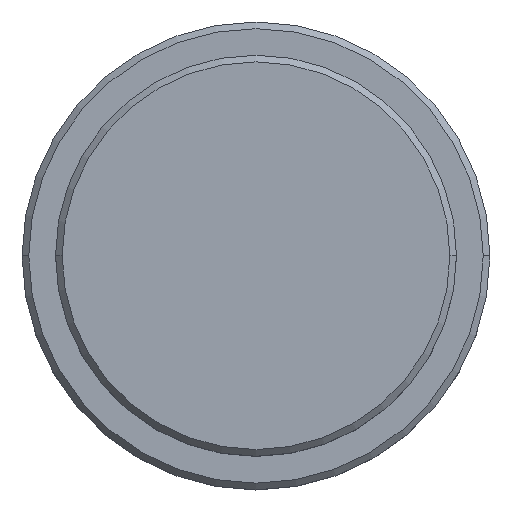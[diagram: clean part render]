
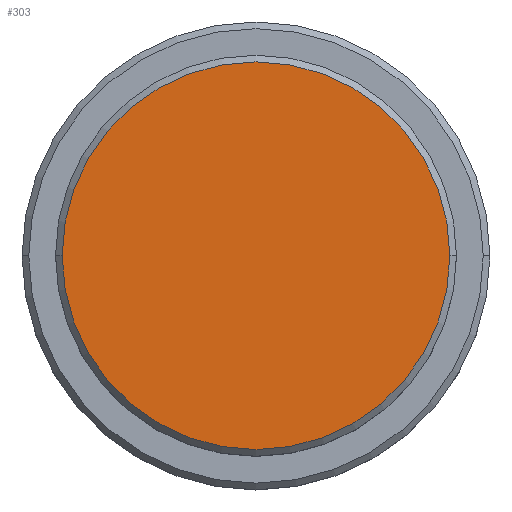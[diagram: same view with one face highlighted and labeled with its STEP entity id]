
A CAD part, top view. The second image highlights one B-rep face of the part: STEP entity #303.
In plain terms, the highlighted planar face has unit normal (0, 0, 1).
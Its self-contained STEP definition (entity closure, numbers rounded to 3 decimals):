
#52 = CARTESIAN_POINT ( 'NONE',  ( 0., 0., 0. ) ) ;
#62 = PLANE ( 'NONE',  #732 ) ;
#75 = ORIENTED_EDGE ( 'NONE', *, *, #824, .T. ) ;
#167 = CARTESIAN_POINT ( 'NONE',  ( 14.5, 0., 0. ) ) ;
#210 = EDGE_CURVE ( 'NONE', #1162, #509, #266, .T. ) ;
#266 = CIRCLE ( 'NONE', #776, 14.5 ) ;
#303 = ADVANCED_FACE ( 'NONE', ( #1288 ), #62, .T. ) ;
#415 = DIRECTION ( 'NONE',  ( 0., 0., 1. ) ) ;
#449 = AXIS2_PLACEMENT_3D ( 'NONE', #742, #1289, #1381 ) ;
#506 = DIRECTION ( 'NONE',  ( 0., 0., 1. ) ) ;
#509 = VERTEX_POINT ( 'NONE', #795 ) ;
#514 = DIRECTION ( 'NONE',  ( 1., 0., 0. ) ) ;
#529 = CARTESIAN_POINT ( 'NONE',  ( 0., 0., 0. ) ) ;
#732 = AXIS2_PLACEMENT_3D ( 'NONE', #52, #506, #514 ) ;
#742 = CARTESIAN_POINT ( 'NONE',  ( 0., 0., 0. ) ) ;
#756 = DIRECTION ( 'NONE',  ( 1., 0., 0. ) ) ;
#776 = AXIS2_PLACEMENT_3D ( 'NONE', #529, #415, #756 ) ;
#795 = CARTESIAN_POINT ( 'NONE',  ( -14.5, 0., 0. ) ) ;
#824 = EDGE_CURVE ( 'NONE', #509, #1162, #894, .T. ) ;
#835 = EDGE_LOOP ( 'NONE', ( #75, #1170 ) ) ;
#894 = CIRCLE ( 'NONE', #449, 14.5 ) ;
#1162 = VERTEX_POINT ( 'NONE', #167 ) ;
#1170 = ORIENTED_EDGE ( 'NONE', *, *, #210, .T. ) ;
#1288 = FACE_OUTER_BOUND ( 'NONE', #835, .T. ) ;
#1289 = DIRECTION ( 'NONE',  ( 0., 0., 1. ) ) ;
#1381 = DIRECTION ( 'NONE',  ( 1., 0., 0. ) ) ;
